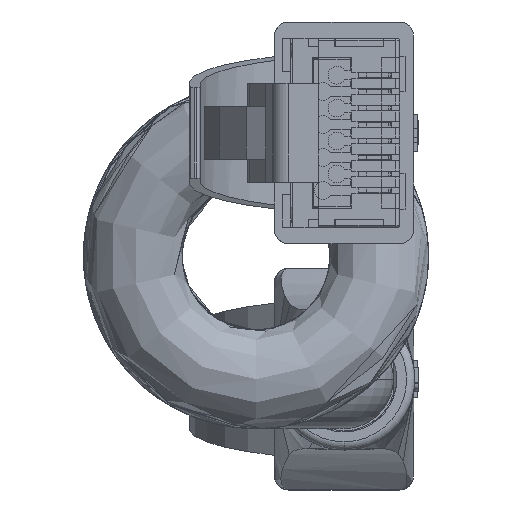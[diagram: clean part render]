
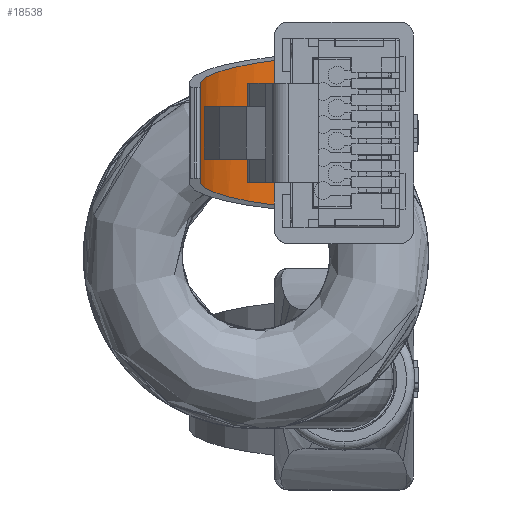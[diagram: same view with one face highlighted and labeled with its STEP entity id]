
A CAD part, left-side view. The second image highlights one B-rep face of the part: STEP entity #18538.
In plain terms, the highlighted cylindrical face has radius 12.7 mm (diameter 25.4 mm), a partial arc.
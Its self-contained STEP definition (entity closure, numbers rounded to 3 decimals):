
#371 = VERTEX_POINT ( 'NONE', #8203 ) ;
#748 = EDGE_CURVE ( 'NONE', #13230, #371, #24488, .T. ) ;
#2861 = LINE ( 'NONE', #5322, #4459 ) ;
#3379 = EDGE_LOOP ( 'NONE', ( #11421, #16177, #30967, #5002 ) ) ;
#4074 = FACE_OUTER_BOUND ( 'NONE', #3379, .T. ) ;
#4459 = VECTOR ( 'NONE', #12834, 1000. ) ;
#5002 = ORIENTED_EDGE ( 'NONE', *, *, #26926, .T. ) ;
#5322 = CARTESIAN_POINT ( 'NONE',  ( 4.699, 4.293, 1.524 ) ) ;
#5428 = CARTESIAN_POINT ( 'NONE',  ( 4.699, -3.78, 11.328 ) ) ;
#5450 = CARTESIAN_POINT ( 'NONE',  ( -4.461, 4.293, 1.524 ) ) ;
#5751 = VERTEX_POINT ( 'NONE', #19336 ) ;
#6026 = CARTESIAN_POINT ( 'NONE',  ( 4.461, 4.293, 1.524 ) ) ;
#7661 = CARTESIAN_POINT ( 'NONE',  ( -4.121, 6.936, 3.701 ) ) ;
#8203 = CARTESIAN_POINT ( 'NONE',  ( 4.461, 4.293, 1.524 ) ) ;
#8304 = CARTESIAN_POINT ( 'NONE',  ( -4.461, 4.293, 1.524 ) ) ;
#8779 = CARTESIAN_POINT ( 'NONE',  ( 3.115, 8.863, 10.136 ) ) ;
#9398 = VERTEX_POINT ( 'NONE', #8304 ) ;
#11365 = CARTESIAN_POINT ( 'NONE',  ( 3.115, 8.863, 10.136 ) ) ;
#11421 = ORIENTED_EDGE ( 'NONE', *, *, #26497, .F. ) ;
#12750 = CARTESIAN_POINT ( 'NONE',  ( -3.115, 8.863, 10.136 ) ) ;
#12834 = DIRECTION ( 'NONE',  ( -1., 0., 0. ) ) ;
#13168 = DIRECTION ( 'NONE',  ( -1., 0., 0. ) ) ;
#13230 = VERTEX_POINT ( 'NONE', #11365 ) ;
#16177 = ORIENTED_EDGE ( 'NONE', *, *, #18473, .F. ) ;
#18473 = EDGE_CURVE ( 'NONE', #371, #9398, #2861, .T. ) ;
#18538 = ADVANCED_FACE ( 'NONE', ( #4074 ), #25858, .F. ) ;
#19336 = CARTESIAN_POINT ( 'NONE',  ( -3.115, 8.863, 10.136 ) ) ;
#20451 = CARTESIAN_POINT ( 'NONE',  ( -3.648, 8.542, 6.726 ) ) ;
#20868 = DIRECTION ( 'NONE',  ( 0., 0., 1. ) ) ;
#21327 = CARTESIAN_POINT ( 'NONE',  ( 4.699, 8.863, 10.136 ) ) ;
#23055 = LINE ( 'NONE', #21327, #25444 ) ;
#24007 = DIRECTION ( 'NONE',  ( -1., 0., 0. ) ) ;
#24488 =( BOUNDED_CURVE ( )  B_SPLINE_CURVE ( 3, ( #8779, #26507, #28745, #6026 ),
 .UNSPECIFIED., .F., .F. ) 
 B_SPLINE_CURVE_WITH_KNOTS ( ( 4, 4 ),
 ( 1.665, 2.453 ),
 .UNSPECIFIED. ) 
 CURVE ( )  GEOMETRIC_REPRESENTATION_ITEM ( )  RATIONAL_B_SPLINE_CURVE ( ( 1., 0.949, 0.949, 1. ) ) 
 REPRESENTATION_ITEM ( '' )  );
#25444 = VECTOR ( 'NONE', #24007, 1000. ) ;
#25858 = CYLINDRICAL_SURFACE ( 'NONE', #28089, 12.7 ) ;
#26497 = EDGE_CURVE ( 'NONE', #9398, #5751, #32654, .T. ) ;
#26507 = CARTESIAN_POINT ( 'NONE',  ( 3.648, 8.542, 6.726 ) ) ;
#26926 = EDGE_CURVE ( 'NONE', #13230, #5751, #23055, .T. ) ;
#28089 = AXIS2_PLACEMENT_3D ( 'NONE', #5428, #13168, #20868 ) ;
#28745 = CARTESIAN_POINT ( 'NONE',  ( 4.121, 6.936, 3.701 ) ) ;
#30967 = ORIENTED_EDGE ( 'NONE', *, *, #748, .F. ) ;
#32654 =( BOUNDED_CURVE ( )  B_SPLINE_CURVE ( 3, ( #5450, #7661, #20451, #12750 ),
 .UNSPECIFIED., .F., .F. ) 
 B_SPLINE_CURVE_WITH_KNOTS ( ( 4, 4 ),
 ( 0.689, 1.477 ),
 .UNSPECIFIED. ) 
 CURVE ( )  GEOMETRIC_REPRESENTATION_ITEM ( )  RATIONAL_B_SPLINE_CURVE ( ( 1., 0.949, 0.949, 1. ) ) 
 REPRESENTATION_ITEM ( '' )  );
